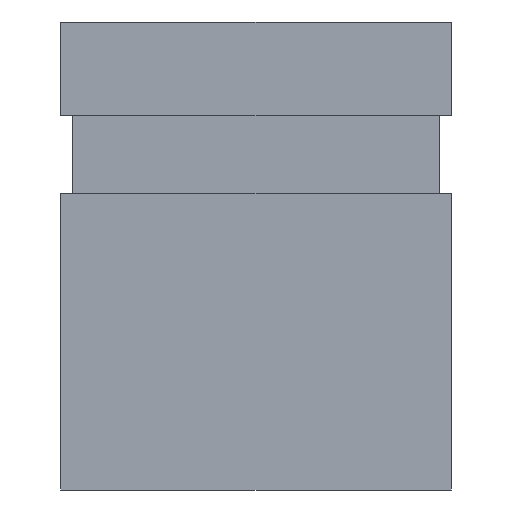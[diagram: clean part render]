
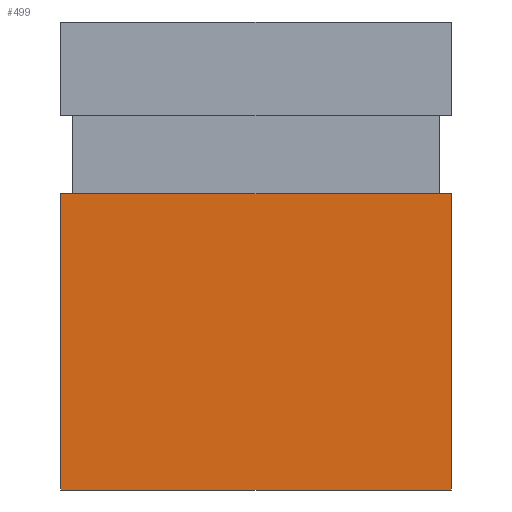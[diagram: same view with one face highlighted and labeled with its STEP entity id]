
A CAD part, front view. The second image highlights one B-rep face of the part: STEP entity #499.
In plain terms, the highlighted free-form (B-spline) face has degree [1, 1] with [2, 2] control points.
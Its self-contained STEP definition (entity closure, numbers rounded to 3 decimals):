
#181 = VERTEX_POINT('',#182);
#182 = CARTESIAN_POINT('',(1.25,-0.625,0.008));
#187 = EDGE_CURVE('',#188,#181,#190,.T.);
#188 = VERTEX_POINT('',#189);
#189 = CARTESIAN_POINT('',(-1.25,-0.625,0.008));
#190 = B_SPLINE_CURVE_WITH_KNOTS('',1,(#191,#192),.UNSPECIFIED.,.F.,.F.,
  (2,2),(0.,2.5),.PIECEWISE_BEZIER_KNOTS.);
#191 = CARTESIAN_POINT('',(-1.25,-0.625,0.008));
#192 = CARTESIAN_POINT('',(1.25,-0.625,0.008));
#367 = EDGE_CURVE('',#368,#370,#372,.T.);
#368 = VERTEX_POINT('',#369);
#369 = CARTESIAN_POINT('',(-1.25,-0.625,1.908));
#370 = VERTEX_POINT('',#371);
#371 = CARTESIAN_POINT('',(1.25,-0.625,1.908));
#372 = B_SPLINE_CURVE_WITH_KNOTS('',1,(#373,#374),.UNSPECIFIED.,.F.,.F.,
  (2,2),(0.,2.5),.PIECEWISE_BEZIER_KNOTS.);
#373 = CARTESIAN_POINT('',(-1.25,-0.625,1.908));
#374 = CARTESIAN_POINT('',(1.25,-0.625,1.908));
#499 = ADVANCED_FACE('',(#500),#514,.T.);
#500 = FACE_BOUND('',#501,.T.);
#501 = EDGE_LOOP('',(#502,#503,#508,#509));
#502 = ORIENTED_EDGE('',*,*,#367,.F.);
#503 = ORIENTED_EDGE('',*,*,#504,.T.);
#504 = EDGE_CURVE('',#368,#188,#505,.T.);
#505 = B_SPLINE_CURVE_WITH_KNOTS('',1,(#506,#507),.UNSPECIFIED.,.F.,.F.,
  (2,2),(1.1,3.),.PIECEWISE_BEZIER_KNOTS.);
#506 = CARTESIAN_POINT('',(-1.25,-0.625,1.908));
#507 = CARTESIAN_POINT('',(-1.25,-0.625,0.008));
#508 = ORIENTED_EDGE('',*,*,#187,.T.);
#509 = ORIENTED_EDGE('',*,*,#510,.T.);
#510 = EDGE_CURVE('',#181,#370,#511,.T.);
#511 = B_SPLINE_CURVE_WITH_KNOTS('',1,(#512,#513),.UNSPECIFIED.,.F.,.F.,
  (2,2),(0.,1.9),.PIECEWISE_BEZIER_KNOTS.);
#512 = CARTESIAN_POINT('',(1.25,-0.625,0.008));
#513 = CARTESIAN_POINT('',(1.25,-0.625,1.908));
#514 = B_SPLINE_SURFACE_WITH_KNOTS('',1,1,(
    (#515,#516)
    ,(#517,#518
    )),.UNSPECIFIED.,.F.,.F.,.F.,(2,2),(2,2),(-0.4,1.5),(-1.25,1.25),
  .PIECEWISE_BEZIER_KNOTS.);
#515 = CARTESIAN_POINT('',(-1.25,-0.625,1.908));
#516 = CARTESIAN_POINT('',(1.25,-0.625,1.908));
#517 = CARTESIAN_POINT('',(-1.25,-0.625,0.008));
#518 = CARTESIAN_POINT('',(1.25,-0.625,0.008));
